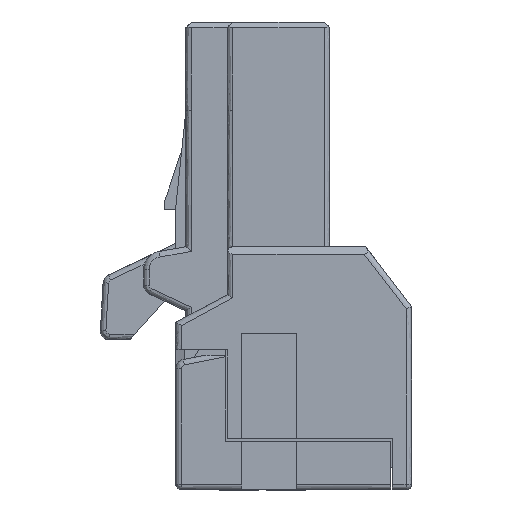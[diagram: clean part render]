
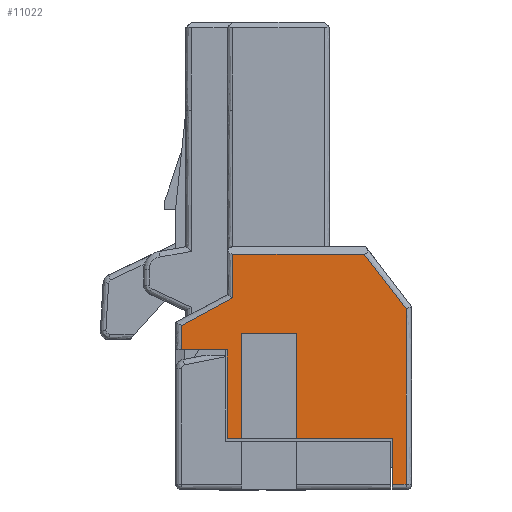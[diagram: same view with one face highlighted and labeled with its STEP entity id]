
A CAD part, left-side view. The second image highlights one B-rep face of the part: STEP entity #11022.
In plain terms, the highlighted free-form (B-spline) face has degree [1, 1] with [2, 2] control points.
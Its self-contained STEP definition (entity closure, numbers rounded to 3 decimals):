
#3730=CARTESIAN_POINT('',(-37.25,2.43,-2.5));
#3731=VERTEX_POINT('',#3730);
#3742=CARTESIAN_POINT('',(-37.25,-4.697,-2.5));
#3743=VERTEX_POINT('',#3742);
#3744=CARTESIAN_POINT('',(-37.25,2.43,-2.5));
#3745=CARTESIAN_POINT('',(-37.25,-4.697,-2.5));
#3746=B_SPLINE_CURVE_WITH_KNOTS('',1,(#3744,#3745),.POLYLINE_FORM.,.F.,.U.,(2,2),(0.,1.),.UNSPECIFIED.);
#3747=EDGE_CURVE('',#3731,#3743,#3746,.T.);
#3854=CARTESIAN_POINT('',(-37.25,2.43,-4.874));
#3855=VERTEX_POINT('',#3854);
#3866=CARTESIAN_POINT('',(-37.25,2.43,-4.874));
#3867=CARTESIAN_POINT('',(-37.25,2.43,-2.5));
#3868=B_SPLINE_CURVE_WITH_KNOTS('',1,(#3866,#3867),.POLYLINE_FORM.,.F.,.U.,(2,2),(0.,1.),.UNSPECIFIED.);
#3869=EDGE_CURVE('',#3855,#3731,#3868,.T.);
#4217=CARTESIAN_POINT('',(-37.25,-6.97,-15.));
#4218=VERTEX_POINT('',#4217);
#4228=CARTESIAN_POINT('',(-37.25,-6.97,-5.452));
#4229=VERTEX_POINT('',#4228);
#4240=CARTESIAN_POINT('',(-37.25,-6.97,-5.452));
#4241=CARTESIAN_POINT('',(-37.25,-6.97,-15.));
#4242=B_SPLINE_CURVE_WITH_KNOTS('',1,(#4240,#4241),.POLYLINE_FORM.,.F.,.U.,(2,2),(0.,1.),.UNSPECIFIED.);
#4243=EDGE_CURVE('',#4229,#4218,#4242,.T.);
#4599=CARTESIAN_POINT('',(-37.25,-4.697,-2.5));
#4600=CARTESIAN_POINT('',(-37.25,-6.97,-5.452));
#4601=B_SPLINE_CURVE_WITH_KNOTS('',1,(#4599,#4600),.POLYLINE_FORM.,.F.,.U.,(2,2),(0.,1.),.UNSPECIFIED.);
#4602=EDGE_CURVE('',#3743,#4229,#4601,.T.);
#4637=CARTESIAN_POINT('',(-37.25,-1.04,-12.5));
#4638=VERTEX_POINT('',#4637);
#4639=CARTESIAN_POINT('',(-37.25,-1.04,-6.8));
#4640=VERTEX_POINT('',#4639);
#4641=CARTESIAN_POINT('',(-37.25,-1.04,-12.5));
#4642=CARTESIAN_POINT('',(-37.25,-1.04,-6.8));
#4643=B_SPLINE_CURVE_WITH_KNOTS('',1,(#4641,#4642),.POLYLINE_FORM.,.F.,.U.,(2,2),(0.,1.),.UNSPECIFIED.);
#4644=EDGE_CURVE('',#4638,#4640,#4643,.T.);
#4702=CARTESIAN_POINT('',(-37.25,1.96,-6.8));
#4703=VERTEX_POINT('',#4702);
#4709=CARTESIAN_POINT('',(-37.25,1.96,-12.5));
#4710=VERTEX_POINT('',#4709);
#4711=CARTESIAN_POINT('',(-37.25,1.96,-6.8));
#4712=CARTESIAN_POINT('',(-37.25,1.96,-12.5));
#4713=B_SPLINE_CURVE_WITH_KNOTS('',1,(#4711,#4712),.POLYLINE_FORM.,.F.,.U.,(2,2),(0.,1.),.UNSPECIFIED.);
#4714=EDGE_CURVE('',#4703,#4710,#4713,.T.);
#4745=CARTESIAN_POINT('',(-37.25,5.23,-6.379));
#4746=VERTEX_POINT('',#4745);
#4757=CARTESIAN_POINT('',(-37.25,5.23,-6.379));
#4758=CARTESIAN_POINT('',(-37.25,2.43,-4.874));
#4759=B_SPLINE_CURVE_WITH_KNOTS('',1,(#4757,#4758),.POLYLINE_FORM.,.F.,.U.,(2,2),(0.,1.),.UNSPECIFIED.);
#4760=EDGE_CURVE('',#4746,#3855,#4759,.T.);
#4780=CARTESIAN_POINT('',(-37.25,5.23,-7.7));
#4781=VERTEX_POINT('',#4780);
#4782=CARTESIAN_POINT('',(-37.25,5.23,-7.7));
#4783=CARTESIAN_POINT('',(-37.25,5.23,-6.379));
#4784=B_SPLINE_CURVE_WITH_KNOTS('',1,(#4782,#4783),.POLYLINE_FORM.,.F.,.U.,(2,2),(0.,1.),.UNSPECIFIED.);
#4785=EDGE_CURVE('',#4781,#4746,#4784,.T.);
#4811=CARTESIAN_POINT('',(-37.25,-1.04,-6.8));
#4812=CARTESIAN_POINT('',(-37.25,1.96,-6.8));
#4813=B_SPLINE_CURVE_WITH_KNOTS('',1,(#4811,#4812),.POLYLINE_FORM.,.F.,.U.,(2,2),(0.,1.),.UNSPECIFIED.);
#4814=EDGE_CURVE('',#4640,#4703,#4813,.T.);
#4839=CARTESIAN_POINT('',(-37.25,-6.22,-15.));
#4840=VERTEX_POINT('',#4839);
#4841=CARTESIAN_POINT('',(-37.25,-6.97,-15.));
#4842=CARTESIAN_POINT('',(-37.25,-6.22,-15.));
#4843=B_SPLINE_CURVE_WITH_KNOTS('',1,(#4841,#4842),.POLYLINE_FORM.,.F.,.U.,(2,2),(0.,1.),.UNSPECIFIED.);
#4844=EDGE_CURVE('',#4218,#4840,#4843,.T.);
#10974=CARTESIAN_POINT('',(-37.25,-67.179,-73.032));
#10975=CARTESIAN_POINT('',(-37.25,-67.179,57.599));
#10976=CARTESIAN_POINT('',(-37.25,59.865,-73.032));
#10977=CARTESIAN_POINT('',(-37.25,59.865,57.599));
#10978=B_SPLINE_SURFACE_WITH_KNOTS('',1,1,((#10974,#10975),(#10976,#10977)),.PLANE_SURF.,.F.,.F.,.U.,(2,2),(2,2),(0.,1.),(0.,1.012),.UNSPECIFIED.);
#10979=ORIENTED_EDGE('',*,*,#3747,.T.);
#10980=ORIENTED_EDGE('',*,*,#4602,.T.);
#10981=ORIENTED_EDGE('',*,*,#4243,.T.);
#10982=ORIENTED_EDGE('',*,*,#4844,.T.);
#10983=CARTESIAN_POINT('',(-37.25,-6.22,-12.5));
#10984=VERTEX_POINT('',#10983);
#10985=CARTESIAN_POINT('',(-37.25,-6.22,-15.));
#10986=CARTESIAN_POINT('',(-37.25,-6.22,-12.5));
#10987=B_SPLINE_CURVE_WITH_KNOTS('',1,(#10985,#10986),.POLYLINE_FORM.,.F.,.U.,(2,2),(0.,1.),.UNSPECIFIED.);
#10988=EDGE_CURVE('',#4840,#10984,#10987,.T.);
#10989=ORIENTED_EDGE('',*,*,#10988,.T.);
#10990=CARTESIAN_POINT('',(-37.25,-6.22,-12.5));
#10991=CARTESIAN_POINT('',(-37.25,-1.04,-12.5));
#10992=B_SPLINE_CURVE_WITH_KNOTS('',1,(#10990,#10991),.POLYLINE_FORM.,.F.,.U.,(2,2),(0.,1.),.UNSPECIFIED.);
#10993=EDGE_CURVE('',#10984,#4638,#10992,.T.);
#10994=ORIENTED_EDGE('',*,*,#10993,.T.);
#10995=ORIENTED_EDGE('',*,*,#4644,.T.);
#10996=ORIENTED_EDGE('',*,*,#4814,.T.);
#10997=ORIENTED_EDGE('',*,*,#4714,.T.);
#10998=CARTESIAN_POINT('',(-37.25,2.73,-12.5));
#10999=VERTEX_POINT('',#10998);
#11000=CARTESIAN_POINT('',(-37.25,1.96,-12.5));
#11001=CARTESIAN_POINT('',(-37.25,2.73,-12.5));
#11002=B_SPLINE_CURVE_WITH_KNOTS('',1,(#11000,#11001),.POLYLINE_FORM.,.F.,.U.,(2,2),(0.,1.),.UNSPECIFIED.);
#11003=EDGE_CURVE('',#4710,#10999,#11002,.T.);
#11004=ORIENTED_EDGE('',*,*,#11003,.T.);
#11005=CARTESIAN_POINT('',(-37.25,2.73,-7.7));
#11006=VERTEX_POINT('',#11005);
#11007=CARTESIAN_POINT('',(-37.25,2.73,-7.7));
#11008=CARTESIAN_POINT('',(-37.25,2.73,-12.5));
#11009=B_SPLINE_CURVE_WITH_KNOTS('',1,(#11007,#11008),.POLYLINE_FORM.,.F.,.U.,(2,2),(0.,1.),.UNSPECIFIED.);
#11010=EDGE_CURVE('',#11006,#10999,#11009,.T.);
#11011=ORIENTED_EDGE('',*,*,#11010,.F.);
#11012=CARTESIAN_POINT('',(-37.25,5.23,-7.7));
#11013=CARTESIAN_POINT('',(-37.25,2.73,-7.7));
#11014=B_SPLINE_CURVE_WITH_KNOTS('',1,(#11012,#11013),.POLYLINE_FORM.,.F.,.U.,(2,2),(0.,1.),.UNSPECIFIED.);
#11015=EDGE_CURVE('',#4781,#11006,#11014,.T.);
#11016=ORIENTED_EDGE('',*,*,#11015,.F.);
#11017=ORIENTED_EDGE('',*,*,#4785,.T.);
#11018=ORIENTED_EDGE('',*,*,#4760,.T.);
#11019=ORIENTED_EDGE('',*,*,#3869,.T.);
#11020=EDGE_LOOP('',(#10979,#10980,#10981,#10982,#10989,#10994,#10995,#10996,#10997,#11004,#11011,#11016,#11017,#11018,#11019));
#11021=FACE_OUTER_BOUND('',#11020,.F.);
#11022=ADVANCED_FACE('',(#11021),#10978,.F.);
